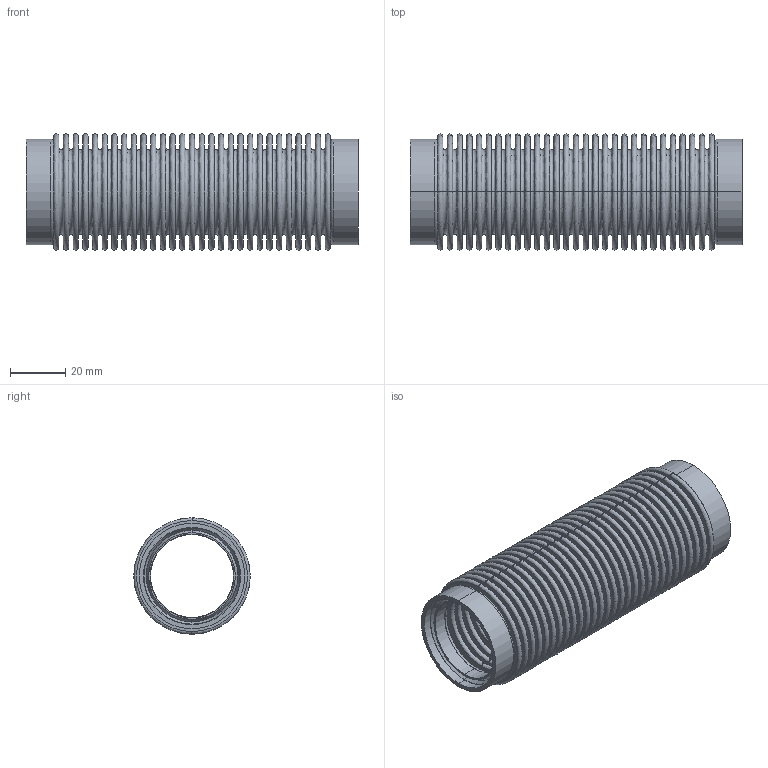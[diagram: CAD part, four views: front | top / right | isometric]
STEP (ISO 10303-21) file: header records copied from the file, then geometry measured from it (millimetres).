
FILE_DESCRIPTION( (''), '2;1');
FILE_NAME ('CAD716.3508.IC40B_1163.stp','2017-05-12T14:50:25',(''),(''),'spGate 12.6.6','','');
FILE_SCHEMA (('AUTOMOTIVE_DESIGN'));
Length unit declared in the file: millimetre
Products named in the file (4): Assembly; IC40A-2; IC40A-3; IC40B-1
Assembly tree (3 placements, depth 2):
  Assembly
    IC40A-2
    IC40A-3
    IC40B-1
Bounding box: 120 x 42 x 42 mm (x, y, z)
Volume: 13233.2 mm3; surface area: 97237.7 mm2
Topology: 3 solids, 3 shells, 398 faces, 796 edges, 524 vertices
Faces by surface type: bspline 252, plane 126, cylinder 20
Entity records: 23006 total; most frequent: CARTESIAN_POINT 8688, ORIENTED_EDGE 1592, DIRECTION 1356, COLOUR_RGB 1197, PRESENTATION_STYLE_ASSIGNMENT 1197, STYLED_ITEM 1197, EDGE_CURVE 796, DRAUGHTING_PRE_DEFINED_CURVE_FONT 796
